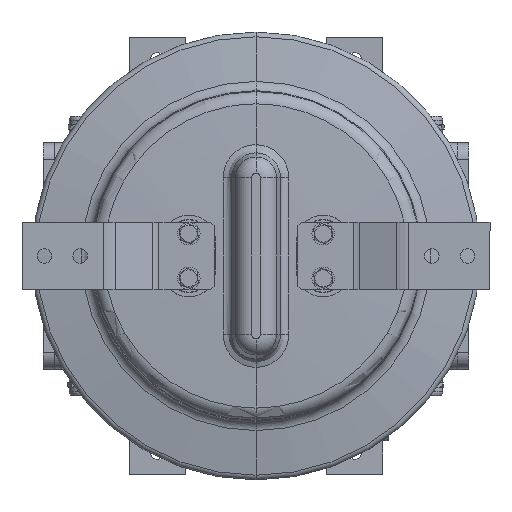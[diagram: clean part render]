
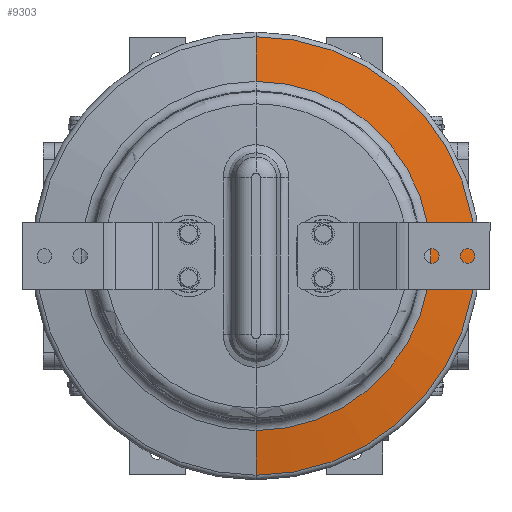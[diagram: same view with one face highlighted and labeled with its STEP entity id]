
A CAD part, front view. The second image highlights one B-rep face of the part: STEP entity #9303.
In plain terms, the highlighted conical face has half-angle 81 degrees and reference radius 175.829 mm.
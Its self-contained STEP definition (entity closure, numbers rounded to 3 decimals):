
#9303=ADVANCED_FACE('',(#16579),#16581,.T.);
#16579=FACE_BOUND('',#16580,.T.);
#16580=EDGE_LOOP('',(#21471,#21472,#21473,#21474));
#16581=CONICAL_SURFACE('',#16582,175.829,1.414);
#16582=AXIS2_PLACEMENT_3D('',#16583,#16584,#16585);
#16583=CARTESIAN_POINT('',(0.,-42.701,0.));
#16584=DIRECTION('',(0.,1.,0.));
#16585=DIRECTION('',(0.,0.,-1.));
#21471=ORIENTED_EDGE('',*,*,#23622,.F.);
#21472=ORIENTED_EDGE('',*,*,#23620,.F.);
#21473=ORIENTED_EDGE('',*,*,#23623,.F.);
#21474=ORIENTED_EDGE('',*,*,#23624,.T.);
#23620=EDGE_CURVE('',#26782,#26780,#26784,.T.);
#23622=EDGE_CURVE('',#26780,#26786,#26787,.F.);
#23623=EDGE_CURVE('',#26788,#26782,#26789,.T.);
#23624=EDGE_CURVE('',#26788,#26786,#26790,.T.);
#26780=VERTEX_POINT('',#35835);
#26782=VERTEX_POINT('',#35840);
#26784=CIRCLE('',#35894,195.782);
#26786=VERTEX_POINT('',#35902);
#26787=LINE('',#35903,#35904);
#26788=VERTEX_POINT('',#35906);
#26789=LINE('',#35907,#35908);
#26790=CIRCLE('',#35910,155.876);
#35835=CARTESIAN_POINT('',(0.,-39.541,-195.782));
#35840=CARTESIAN_POINT('',(0.,-39.541,195.782));
#35894=AXIS2_PLACEMENT_3D('',#35895,#35896,#35897);
#35895=CARTESIAN_POINT('',(0.,-39.541,0.));
#35896=DIRECTION('',(0.,1.,0.));
#35897=DIRECTION('',(0.,0.,1.));
#35902=CARTESIAN_POINT('',(0.,-45.861,-155.876));
#35903=CARTESIAN_POINT('',(0.,-45.861,-155.876));
#35904=VECTOR('',#35905,1.);
#35905=DIRECTION('',(0.,0.156,-0.988));
#35906=CARTESIAN_POINT('',(0.,-45.861,155.876));
#35907=CARTESIAN_POINT('',(0.,-45.861,155.876));
#35908=VECTOR('',#35909,1.);
#35909=DIRECTION('',(0.,0.156,0.988));
#35910=AXIS2_PLACEMENT_3D('',#35911,#35912,#35913);
#35911=CARTESIAN_POINT('',(0.,-45.861,0.));
#35912=DIRECTION('',(0.,1.,0.));
#35913=DIRECTION('',(0.,0.,1.));
